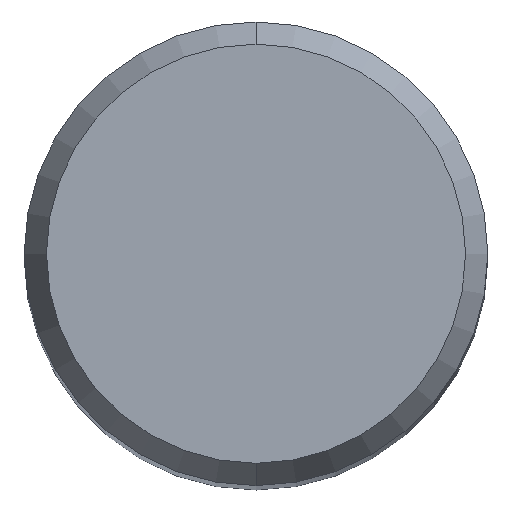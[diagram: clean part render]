
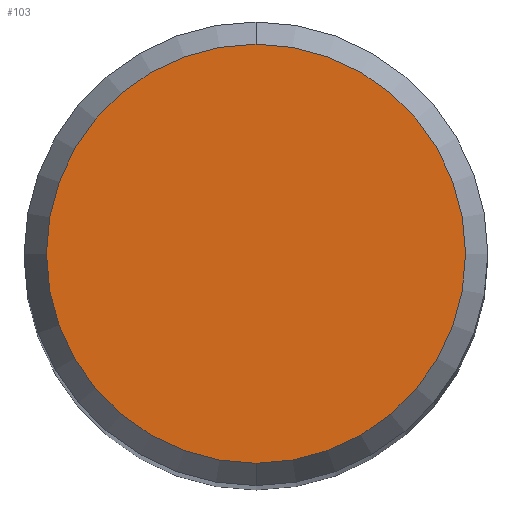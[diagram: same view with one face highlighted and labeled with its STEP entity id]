
A CAD part, top view. The second image highlights one B-rep face of the part: STEP entity #103.
In plain terms, the highlighted planar face has unit normal (0, 0, 1).
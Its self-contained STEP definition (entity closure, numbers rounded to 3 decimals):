
#93=VERTEX_POINT('',#221);
#101=VERTEX_POINT('',#231);
#103=ADVANCED_FACE('',(#233),#234,.T.);
#165=EDGE_CURVE('',#93,#101,#304,.T.);
#187=EDGE_CURVE('',#101,#93,#327,.T.);
#221=CARTESIAN_POINT('',(0.,-2.158,0.01));
#231=CARTESIAN_POINT('',(0.0,2.158,0.01));
#233=FACE_OUTER_BOUND('',#369,.T.);
#234=PLANE('',#370);
#304=CIRCLE('',#463,2.158);
#327=CIRCLE('',#491,2.158);
#369=EDGE_LOOP('',(#528,#529));
#370=AXIS2_PLACEMENT_3D('',#530,#531,#532);
#463=AXIS2_PLACEMENT_3D('',#623,#624,#625);
#491=AXIS2_PLACEMENT_3D('',#645,#646,#647);
#528=ORIENTED_EDGE('',*,*,#187,.F.);
#529=ORIENTED_EDGE('',*,*,#165,.F.);
#530=CARTESIAN_POINT('',(0.0,1.079,0.01));
#531=DIRECTION('',(-0.0,0.0,1.0));
#532=DIRECTION('',(0.0,-1.0,0.0));
#623=CARTESIAN_POINT('',(0.0,0.0,0.01));
#624=DIRECTION('',(0.0,0.0,-1.0));
#625=DIRECTION('',(0.0,1.0,0.0));
#645=CARTESIAN_POINT('',(0.0,0.0,0.01));
#646=DIRECTION('',(0.0,0.0,-1.0));
#647=DIRECTION('',(0.0,1.0,0.0));
